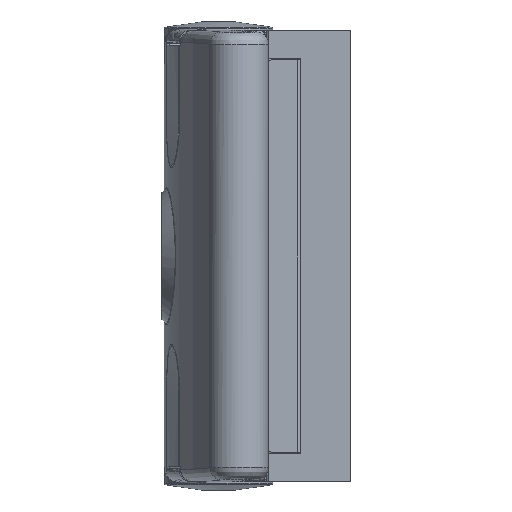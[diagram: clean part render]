
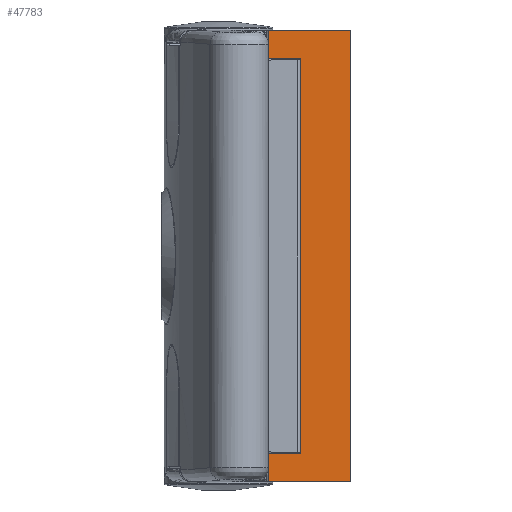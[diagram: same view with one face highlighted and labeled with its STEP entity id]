
A CAD part, left-side view. The second image highlights one B-rep face of the part: STEP entity #47783.
In plain terms, the highlighted face is planar.
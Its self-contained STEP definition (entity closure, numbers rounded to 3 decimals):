
#317=PLANE('',#52016);
#6352=FACE_OUTER_BOUND('',#9371,.T.);
#9371=EDGE_LOOP('',(#35540,#35541,#35542,#35543,#35544,#35545,#35546,#35547));
#13280=LINE('',#93708,#16539);
#13284=LINE('',#93723,#16543);
#13285=LINE('',#93725,#16544);
#13286=LINE('',#93727,#16545);
#13287=LINE('',#93729,#16546);
#13288=LINE('',#93731,#16547);
#13289=LINE('',#93732,#16548);
#13290=LINE('',#93733,#16549);
#16539=VECTOR('',#60200,1000.);
#16543=VECTOR('',#60212,1000.);
#16544=VECTOR('',#60213,1000.);
#16545=VECTOR('',#60214,1000.);
#16546=VECTOR('',#60215,1000.);
#16547=VECTOR('',#60216,1000.);
#16548=VECTOR('',#60217,1000.);
#16549=VECTOR('',#60218,1000.);
#20544=VERTEX_POINT('',#93705);
#20545=VERTEX_POINT('',#93707);
#20551=VERTEX_POINT('',#93721);
#20552=VERTEX_POINT('',#93722);
#20553=VERTEX_POINT('',#93724);
#20554=VERTEX_POINT('',#93726);
#20555=VERTEX_POINT('',#93728);
#20556=VERTEX_POINT('',#93730);
#25954=EDGE_CURVE('',#20545,#20544,#13280,.T.);
#25961=EDGE_CURVE('',#20551,#20552,#13284,.T.);
#25962=EDGE_CURVE('',#20551,#20553,#13285,.T.);
#25963=EDGE_CURVE('',#20553,#20554,#13286,.T.);
#25964=EDGE_CURVE('',#20554,#20555,#13287,.T.);
#25965=EDGE_CURVE('',#20555,#20556,#13288,.T.);
#25966=EDGE_CURVE('',#20556,#20545,#13289,.T.);
#25967=EDGE_CURVE('',#20544,#20552,#13290,.T.);
#35540=ORIENTED_EDGE('',*,*,#25961,.F.);
#35541=ORIENTED_EDGE('',*,*,#25962,.T.);
#35542=ORIENTED_EDGE('',*,*,#25963,.T.);
#35543=ORIENTED_EDGE('',*,*,#25964,.T.);
#35544=ORIENTED_EDGE('',*,*,#25965,.T.);
#35545=ORIENTED_EDGE('',*,*,#25966,.T.);
#35546=ORIENTED_EDGE('',*,*,#25954,.T.);
#35547=ORIENTED_EDGE('',*,*,#25967,.T.);
#47783=ADVANCED_FACE('',(#6352),#317,.F.);
#52016=AXIS2_PLACEMENT_3D('',#93720,#60210,#60211);
#60200=DIRECTION('',(0.,-1.,0.));
#60210=DIRECTION('center_axis',(0.,0.,
1.));
#60211=DIRECTION('ref_axis',(1.,0.,0.));
#60212=DIRECTION('',(0.,-1.,0.));
#60213=DIRECTION('',(1.,0.,0.));
#60214=DIRECTION('',(0.,1.,0.));
#60215=DIRECTION('',(1.,0.,0.));
#60216=DIRECTION('',(0.,-1.,0.));
#60217=DIRECTION('',(1.,0.,0.));
#60218=DIRECTION('',(-1.,0.,0.));
#93705=CARTESIAN_POINT('',(37.5,0.,-18.25));
#93707=CARTESIAN_POINT('',(37.5,13.7,-18.25));
#93708=CARTESIAN_POINT('',(37.5,32.,-18.25));
#93720=CARTESIAN_POINT('Origin',(-37.5,32.,-18.25));
#93721=CARTESIAN_POINT('',(-37.5,13.7,-18.25));
#93722=CARTESIAN_POINT('',(-37.5,0.,-18.25));
#93723=CARTESIAN_POINT('',(-37.5,32.,-18.25));
#93724=CARTESIAN_POINT('',(-31.2,13.7,-18.25));
#93725=CARTESIAN_POINT('',(-31.5,13.7,-18.25));
#93726=CARTESIAN_POINT('',(-31.2,21.4,-18.25));
#93727=CARTESIAN_POINT('',(-31.2,32.,-18.25));
#93728=CARTESIAN_POINT('',(31.2,21.4,-18.25));
#93729=CARTESIAN_POINT('',(31.5,21.4,-18.25));
#93730=CARTESIAN_POINT('',(31.2,13.7,-18.25));
#93731=CARTESIAN_POINT('',(31.2,32.,-18.25));
#93732=CARTESIAN_POINT('',(37.5,13.7,-18.25));
#93733=CARTESIAN_POINT('',(-37.5,0.,-18.25));
